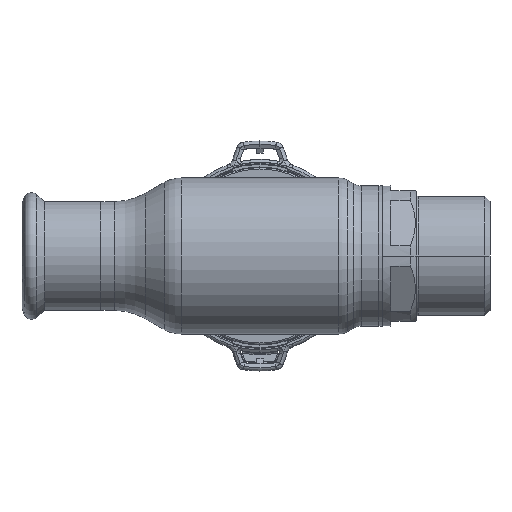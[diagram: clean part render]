
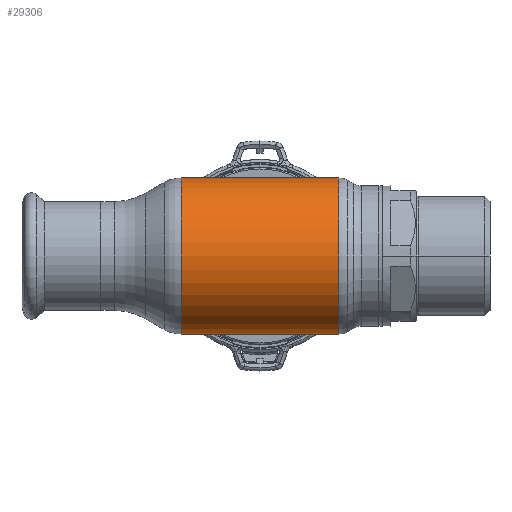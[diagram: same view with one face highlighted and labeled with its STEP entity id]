
A CAD part, front view. The second image highlights one B-rep face of the part: STEP entity #29306.
In plain terms, the highlighted cylindrical face has radius 27.5 mm (diameter 55 mm), a partial arc.
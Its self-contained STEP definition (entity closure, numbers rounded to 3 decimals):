
#259 = DIRECTION ( 'NONE',  ( -1., 0., 0. ) ) ;
#868 = ORIENTED_EDGE ( 'NONE', *, *, #5838, .F. ) ;
#1408 = CARTESIAN_POINT ( 'NONE',  ( 27.785, 0., 0. ) ) ;
#1934 = AXIS2_PLACEMENT_3D ( 'NONE', #33186, #259, #3671 ) ;
#2709 = VECTOR ( 'NONE', #13778, 1000. ) ;
#2803 = CARTESIAN_POINT ( 'NONE',  ( -27.785, 0., 0. ) ) ;
#3671 = DIRECTION ( 'NONE',  ( 0., 0., 1. ) ) ;
#4629 = ORIENTED_EDGE ( 'NONE', *, *, #11204, .T. ) ;
#5838 = EDGE_CURVE ( 'NONE', #30953, #35588, #22253, .T. ) ;
#6138 = CIRCLE ( 'NONE', #21314, 27.5 ) ;
#6438 = VERTEX_POINT ( 'NONE', #9075 ) ;
#7307 = CARTESIAN_POINT ( 'NONE',  ( 27.785, 0., -27.5 ) ) ;
#8769 = DIRECTION ( 'NONE',  ( -1., 0., 0. ) ) ;
#9075 = CARTESIAN_POINT ( 'NONE',  ( 27.785, 0., 27.5 ) ) ;
#11204 = EDGE_CURVE ( 'NONE', #6438, #26855, #19742, .T. ) ;
#12400 = EDGE_LOOP ( 'NONE', ( #868, #33109, #4629, #37524 ) ) ;
#13711 = DIRECTION ( 'NONE',  ( -1., 0., 0. ) ) ;
#13778 = DIRECTION ( 'NONE',  ( -1., 0., 0. ) ) ;
#13914 = CARTESIAN_POINT ( 'NONE',  ( -27.785, 0., -27.5 ) ) ;
#14112 = DIRECTION ( 'NONE',  ( 0., 0., 1. ) ) ;
#16372 = EDGE_CURVE ( 'NONE', #35588, #26855, #27614, .T. ) ;
#19742 = LINE ( 'NONE', #35575, #2709 ) ;
#20516 = CYLINDRICAL_SURFACE ( 'NONE', #1934, 27.5 ) ;
#21314 = AXIS2_PLACEMENT_3D ( 'NONE', #1408, #13711, #28764 ) ;
#21354 = EDGE_CURVE ( 'NONE', #30953, #6438, #6138, .T. ) ;
#21960 = AXIS2_PLACEMENT_3D ( 'NONE', #2803, #8769, #14112 ) ;
#22253 = LINE ( 'NONE', #34557, #26817 ) ;
#26424 = FACE_OUTER_BOUND ( 'NONE', #12400, .T. ) ;
#26817 = VECTOR ( 'NONE', #27979, 1000. ) ;
#26855 = VERTEX_POINT ( 'NONE', #33554 ) ;
#27614 = CIRCLE ( 'NONE', #21960, 27.5 ) ;
#27979 = DIRECTION ( 'NONE',  ( -1., 0., 0. ) ) ;
#28764 = DIRECTION ( 'NONE',  ( 0., 0., 1. ) ) ;
#29306 = ADVANCED_FACE ( 'NONE', ( #26424 ), #20516, .T. ) ;
#30953 = VERTEX_POINT ( 'NONE', #7307 ) ;
#33109 = ORIENTED_EDGE ( 'NONE', *, *, #21354, .T. ) ;
#33186 = CARTESIAN_POINT ( 'NONE',  ( -62.69, 0., 0. ) ) ;
#33554 = CARTESIAN_POINT ( 'NONE',  ( -27.785, 0., 27.5 ) ) ;
#34557 = CARTESIAN_POINT ( 'NONE',  ( -62.69, 0., -27.5 ) ) ;
#35575 = CARTESIAN_POINT ( 'NONE',  ( -62.69, 0., 27.5 ) ) ;
#35588 = VERTEX_POINT ( 'NONE', #13914 ) ;
#37524 = ORIENTED_EDGE ( 'NONE', *, *, #16372, .F. ) ;
